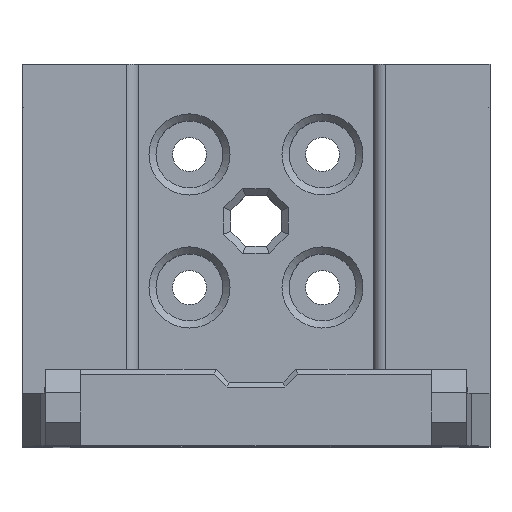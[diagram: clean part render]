
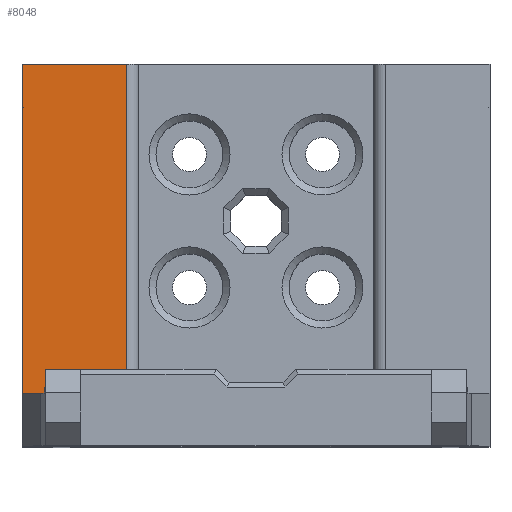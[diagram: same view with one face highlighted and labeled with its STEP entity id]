
A CAD part, top view. The second image highlights one B-rep face of the part: STEP entity #8048.
In plain terms, the highlighted planar face has unit normal (0, 0, 1).
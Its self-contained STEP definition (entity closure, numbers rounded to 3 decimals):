
#526 = PLANE('',#527);
#527 = AXIS2_PLACEMENT_3D('',#528,#529,#530);
#528 = CARTESIAN_POINT('',(0.,32.5,-12.25));
#529 = DIRECTION('',(0.,1.,0.));
#530 = DIRECTION('',(0.,0.,1.));
#1386 = VERTEX_POINT('',#1387);
#1387 = CARTESIAN_POINT('',(-19.9,32.5,8.6));
#1401 = PLANE('',#1402);
#1402 = AXIS2_PLACEMENT_3D('',#1403,#1404,#1405);
#1403 = CARTESIAN_POINT('',(-19.9,0.,-0.88));
#1404 = DIRECTION('',(1.,0.,0.));
#1405 = DIRECTION('',(0.,0.,1.));
#1413 = EDGE_CURVE('',#1386,#1414,#1416,.T.);
#1414 = VERTEX_POINT('',#1415);
#1415 = CARTESIAN_POINT('',(-11.,32.5,8.6));
#1416 = SURFACE_CURVE('',#1417,(#1421,#1428),.PCURVE_S1.);
#1417 = LINE('',#1418,#1419);
#1418 = CARTESIAN_POINT('',(-5.122,32.5,8.6));
#1419 = VECTOR('',#1420,1.);
#1420 = DIRECTION('',(1.,0.,0.));
#1421 = PCURVE('',#526,#1422);
#1422 = DEFINITIONAL_REPRESENTATION('',(#1423),#1427);
#1423 = LINE('',#1424,#1425);
#1424 = CARTESIAN_POINT('',(20.85,-5.122));
#1425 = VECTOR('',#1426,1.);
#1426 = DIRECTION('',(0.,1.));
#1427 = ( GEOMETRIC_REPRESENTATION_CONTEXT(2) 
PARAMETRIC_REPRESENTATION_CONTEXT() REPRESENTATION_CONTEXT('2D SPACE',''
  ) );
#1428 = PCURVE('',#1429,#1434);
#1429 = PLANE('',#1430);
#1430 = AXIS2_PLACEMENT_3D('',#1431,#1432,#1433);
#1431 = CARTESIAN_POINT('',(0.,37.,8.6));
#1432 = DIRECTION('',(0.,0.,1.));
#1433 = DIRECTION('',(0.,-1.,0.));
#1434 = DEFINITIONAL_REPRESENTATION('',(#1435),#1439);
#1435 = LINE('',#1436,#1437);
#1436 = CARTESIAN_POINT('',(4.5,-5.122));
#1437 = VECTOR('',#1438,1.);
#1438 = DIRECTION('',(0.,1.));
#1439 = ( GEOMETRIC_REPRESENTATION_CONTEXT(2) 
PARAMETRIC_REPRESENTATION_CONTEXT() REPRESENTATION_CONTEXT('2D SPACE',''
  ) );
#1462 = CYLINDRICAL_SURFACE('',#1463,1.);
#1463 = AXIS2_PLACEMENT_3D('',#1464,#1465,#1466);
#1464 = CARTESIAN_POINT('',(-11.,32.5,7.6));
#1465 = DIRECTION('',(0.,-1.,0.));
#1466 = DIRECTION('',(1.,0.,0.));
#7625 = EDGE_CURVE('',#1386,#7626,#7628,.T.);
#7626 = VERTEX_POINT('',#7627);
#7627 = CARTESIAN_POINT('',(-19.9,4.5,8.6));
#7628 = SURFACE_CURVE('',#7629,(#7633,#7640),.PCURVE_S1.);
#7629 = LINE('',#7630,#7631);
#7630 = CARTESIAN_POINT('',(-19.9,18.5,8.6));
#7631 = VECTOR('',#7632,1.);
#7632 = DIRECTION('',(0.,-1.,0.));
#7633 = PCURVE('',#1401,#7634);
#7634 = DEFINITIONAL_REPRESENTATION('',(#7635),#7639);
#7635 = LINE('',#7636,#7637);
#7636 = CARTESIAN_POINT('',(9.48,-18.5));
#7637 = VECTOR('',#7638,1.);
#7638 = DIRECTION('',(0.,1.));
#7639 = ( GEOMETRIC_REPRESENTATION_CONTEXT(2) 
PARAMETRIC_REPRESENTATION_CONTEXT() REPRESENTATION_CONTEXT('2D SPACE',''
  ) );
#7640 = PCURVE('',#1429,#7641);
#7641 = DEFINITIONAL_REPRESENTATION('',(#7642),#7646);
#7642 = LINE('',#7643,#7644);
#7643 = CARTESIAN_POINT('',(18.5,-19.9));
#7644 = VECTOR('',#7645,1.);
#7645 = DIRECTION('',(1.,0.));
#7646 = ( GEOMETRIC_REPRESENTATION_CONTEXT(2) 
PARAMETRIC_REPRESENTATION_CONTEXT() REPRESENTATION_CONTEXT('2D SPACE',''
  ) );
#7664 = PLANE('',#7665);
#7665 = AXIS2_PLACEMENT_3D('',#7666,#7667,#7668);
#7666 = CARTESIAN_POINT('',(0.,4.5,8.6));
#7667 = DIRECTION('',(0.,1.,0.));
#7668 = DIRECTION('',(0.,0.,1.));
#8048 = ADVANCED_FACE('',(#8049),#1429,.T.);
#8049 = FACE_BOUND('',#8050,.T.);
#8050 = EDGE_LOOP('',(#8051,#8074,#8095,#8096));
#8051 = ORIENTED_EDGE('',*,*,#8052,.F.);
#8052 = EDGE_CURVE('',#8053,#7626,#8055,.T.);
#8053 = VERTEX_POINT('',#8054);
#8054 = CARTESIAN_POINT('',(-11.,4.5,8.6));
#8055 = SURFACE_CURVE('',#8056,(#8060,#8067),.PCURVE_S1.);
#8056 = LINE('',#8057,#8058);
#8057 = CARTESIAN_POINT('',(0.,4.5,8.6));
#8058 = VECTOR('',#8059,1.);
#8059 = DIRECTION('',(-1.,0.,0.));
#8060 = PCURVE('',#1429,#8061);
#8061 = DEFINITIONAL_REPRESENTATION('',(#8062),#8066);
#8062 = LINE('',#8063,#8064);
#8063 = CARTESIAN_POINT('',(32.5,0.));
#8064 = VECTOR('',#8065,1.);
#8065 = DIRECTION('',(0.,-1.));
#8066 = ( GEOMETRIC_REPRESENTATION_CONTEXT(2) 
PARAMETRIC_REPRESENTATION_CONTEXT() REPRESENTATION_CONTEXT('2D SPACE',''
  ) );
#8067 = PCURVE('',#7664,#8068);
#8068 = DEFINITIONAL_REPRESENTATION('',(#8069),#8073);
#8069 = LINE('',#8070,#8071);
#8070 = CARTESIAN_POINT('',(0.,0.));
#8071 = VECTOR('',#8072,1.);
#8072 = DIRECTION('',(0.,-1.));
#8073 = ( GEOMETRIC_REPRESENTATION_CONTEXT(2) 
PARAMETRIC_REPRESENTATION_CONTEXT() REPRESENTATION_CONTEXT('2D SPACE',''
  ) );
#8074 = ORIENTED_EDGE('',*,*,#8075,.F.);
#8075 = EDGE_CURVE('',#1414,#8053,#8076,.T.);
#8076 = SURFACE_CURVE('',#8077,(#8081,#8088),.PCURVE_S1.);
#8077 = LINE('',#8078,#8079);
#8078 = CARTESIAN_POINT('',(-11.,32.5,8.6));
#8079 = VECTOR('',#8080,1.);
#8080 = DIRECTION('',(0.,-1.,0.));
#8081 = PCURVE('',#1429,#8082);
#8082 = DEFINITIONAL_REPRESENTATION('',(#8083),#8087);
#8083 = LINE('',#8084,#8085);
#8084 = CARTESIAN_POINT('',(4.5,-11.));
#8085 = VECTOR('',#8086,1.);
#8086 = DIRECTION('',(1.,0.));
#8087 = ( GEOMETRIC_REPRESENTATION_CONTEXT(2) 
PARAMETRIC_REPRESENTATION_CONTEXT() REPRESENTATION_CONTEXT('2D SPACE',''
  ) );
#8088 = PCURVE('',#1462,#8089);
#8089 = DEFINITIONAL_REPRESENTATION('',(#8090),#8094);
#8090 = LINE('',#8091,#8092);
#8091 = CARTESIAN_POINT('',(1.571,0.));
#8092 = VECTOR('',#8093,1.);
#8093 = DIRECTION('',(0.,1.));
#8094 = ( GEOMETRIC_REPRESENTATION_CONTEXT(2) 
PARAMETRIC_REPRESENTATION_CONTEXT() REPRESENTATION_CONTEXT('2D SPACE',''
  ) );
#8095 = ORIENTED_EDGE('',*,*,#1413,.F.);
#8096 = ORIENTED_EDGE('',*,*,#7625,.T.);
